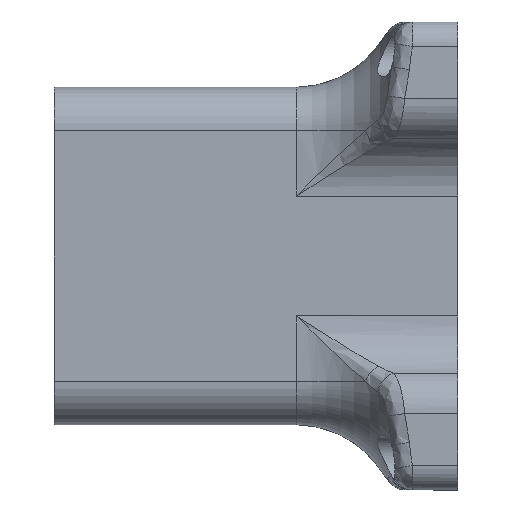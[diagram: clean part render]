
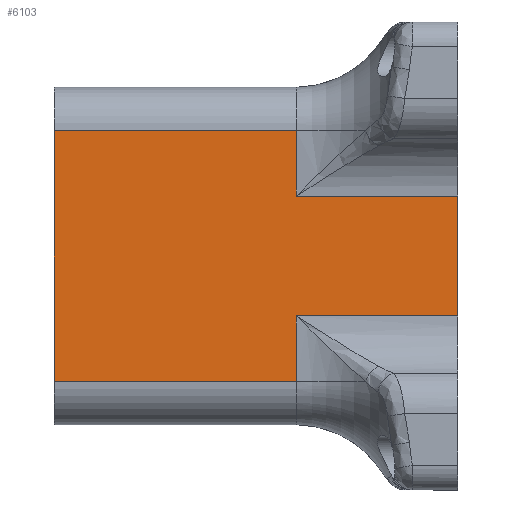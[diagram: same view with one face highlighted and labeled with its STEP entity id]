
A CAD part, left-side view. The second image highlights one B-rep face of the part: STEP entity #6103.
In plain terms, the highlighted planar face has unit normal (-1, 0, 0).
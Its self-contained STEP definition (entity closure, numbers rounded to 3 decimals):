
#184 = ORIENTED_EDGE ( 'NONE', *, *, #2071, .T. ) ;
#286 = CARTESIAN_POINT ( 'NONE',  ( -5., 60., -12.5 ) ) ;
#299 = VERTEX_POINT ( 'NONE', #1257 ) ;
#345 = LINE ( 'NONE', #2420, #614 ) ;
#538 = DIRECTION ( 'NONE',  ( 0., 0., 1. ) ) ;
#614 = VECTOR ( 'NONE', #2316, 1000. ) ;
#625 = DIRECTION ( 'NONE',  ( 0., 1., 0. ) ) ;
#636 = CARTESIAN_POINT ( 'NONE',  ( -5., 0., -31.8 ) ) ;
#836 = VECTOR ( 'NONE', #5569, 1000. ) ;
#917 = CARTESIAN_POINT ( 'NONE',  ( -5., 0., 5. ) ) ;
#1061 = EDGE_CURVE ( 'NONE', #6317, #299, #345, .T. ) ;
#1099 = VECTOR ( 'NONE', #538, 1000. ) ;
#1257 = CARTESIAN_POINT ( 'NONE',  ( -5., 26., -42.3 ) ) ;
#1663 = DIRECTION ( 'NONE',  ( 0., -1., 0. ) ) ;
#1771 = EDGE_LOOP ( 'NONE', ( #1932, #3179, #4320, #3196, #5702, #184, #5903, #6545 ) ) ;
#1807 = EDGE_CURVE ( 'NONE', #4478, #6493, #2175, .T. ) ;
#1852 = DIRECTION ( 'NONE',  ( 0., 1., 0. ) ) ;
#1871 = VECTOR ( 'NONE', #1663, 1000. ) ;
#1932 = ORIENTED_EDGE ( 'NONE', *, *, #3369, .T. ) ;
#1946 = CARTESIAN_POINT ( 'NONE',  ( -5., 0., -31.8 ) ) ;
#1980 = LINE ( 'NONE', #917, #1099 ) ;
#2071 = EDGE_CURVE ( 'NONE', #299, #3236, #3516, .T. ) ;
#2137 = PLANE ( 'NONE',  #3386 ) ;
#2175 = LINE ( 'NONE', #6301, #4945 ) ;
#2191 = DIRECTION ( 'NONE',  ( 0., 0., 1. ) ) ;
#2316 = DIRECTION ( 'NONE',  ( 0., -1., 0. ) ) ;
#2420 = CARTESIAN_POINT ( 'NONE',  ( -5., 60., -42.3 ) ) ;
#2607 = CARTESIAN_POINT ( 'NONE',  ( -5., 26., -2. ) ) ;
#2647 = LINE ( 'NONE', #2735, #4452 ) ;
#2668 = CARTESIAN_POINT ( 'NONE',  ( -5., 65., -49.3 ) ) ;
#2735 = CARTESIAN_POINT ( 'NONE',  ( -5., 60., -2. ) ) ;
#2864 = VERTEX_POINT ( 'NONE', #1946 ) ;
#3150 = CARTESIAN_POINT ( 'NONE',  ( -5., 60., 5. ) ) ;
#3179 = ORIENTED_EDGE ( 'NONE', *, *, #1807, .T. ) ;
#3187 = LINE ( 'NONE', #636, #1871 ) ;
#3196 = ORIENTED_EDGE ( 'NONE', *, *, #6509, .F. ) ;
#3220 = DIRECTION ( 'NONE',  ( 0., 0., 1. ) ) ;
#3236 = VERTEX_POINT ( 'NONE', #3523 ) ;
#3369 = EDGE_CURVE ( 'NONE', #5369, #4478, #6483, .T. ) ;
#3386 = AXIS2_PLACEMENT_3D ( 'NONE', #3150, #6324, #5175 ) ;
#3516 = LINE ( 'NONE', #5535, #836 ) ;
#3523 = CARTESIAN_POINT ( 'NONE',  ( -5., 26., -31.8 ) ) ;
#3648 = LINE ( 'NONE', #2668, #3816 ) ;
#3789 = EDGE_CURVE ( 'NONE', #2864, #5369, #1980, .T. ) ;
#3816 = VECTOR ( 'NONE', #2191, 1000. ) ;
#4230 = EDGE_CURVE ( 'NONE', #6493, #5803, #2647, .T. ) ;
#4239 = CARTESIAN_POINT ( 'NONE',  ( -5., 0., -12.5 ) ) ;
#4320 = ORIENTED_EDGE ( 'NONE', *, *, #4230, .T. ) ;
#4452 = VECTOR ( 'NONE', #625, 1000. ) ;
#4478 = VERTEX_POINT ( 'NONE', #6510 ) ;
#4700 = EDGE_CURVE ( 'NONE', #3236, #2864, #3187, .T. ) ;
#4707 = CARTESIAN_POINT ( 'NONE',  ( -5., 65., -2. ) ) ;
#4760 = FACE_OUTER_BOUND ( 'NONE', #1771, .T. ) ;
#4945 = VECTOR ( 'NONE', #3220, 1000. ) ;
#5083 = VECTOR ( 'NONE', #1852, 1000. ) ;
#5175 = DIRECTION ( 'NONE',  ( 0., 0., -1. ) ) ;
#5369 = VERTEX_POINT ( 'NONE', #4239 ) ;
#5535 = CARTESIAN_POINT ( 'NONE',  ( -5., 26., -31.8 ) ) ;
#5569 = DIRECTION ( 'NONE',  ( 0., 0., 1. ) ) ;
#5609 = CARTESIAN_POINT ( 'NONE',  ( -5., 65., -42.3 ) ) ;
#5702 = ORIENTED_EDGE ( 'NONE', *, *, #1061, .T. ) ;
#5803 = VERTEX_POINT ( 'NONE', #4707 ) ;
#5903 = ORIENTED_EDGE ( 'NONE', *, *, #4700, .T. ) ;
#6103 = ADVANCED_FACE ( 'NONE', ( #4760 ), #2137, .F. ) ;
#6301 = CARTESIAN_POINT ( 'NONE',  ( -5., 26., -2. ) ) ;
#6317 = VERTEX_POINT ( 'NONE', #5609 ) ;
#6324 = DIRECTION ( 'NONE',  ( 1., 0., 0. ) ) ;
#6483 = LINE ( 'NONE', #286, #5083 ) ;
#6493 = VERTEX_POINT ( 'NONE', #2607 ) ;
#6509 = EDGE_CURVE ( 'NONE', #6317, #5803, #3648, .T. ) ;
#6510 = CARTESIAN_POINT ( 'NONE',  ( -5., 26., -12.5 ) ) ;
#6545 = ORIENTED_EDGE ( 'NONE', *, *, #3789, .T. ) ;
